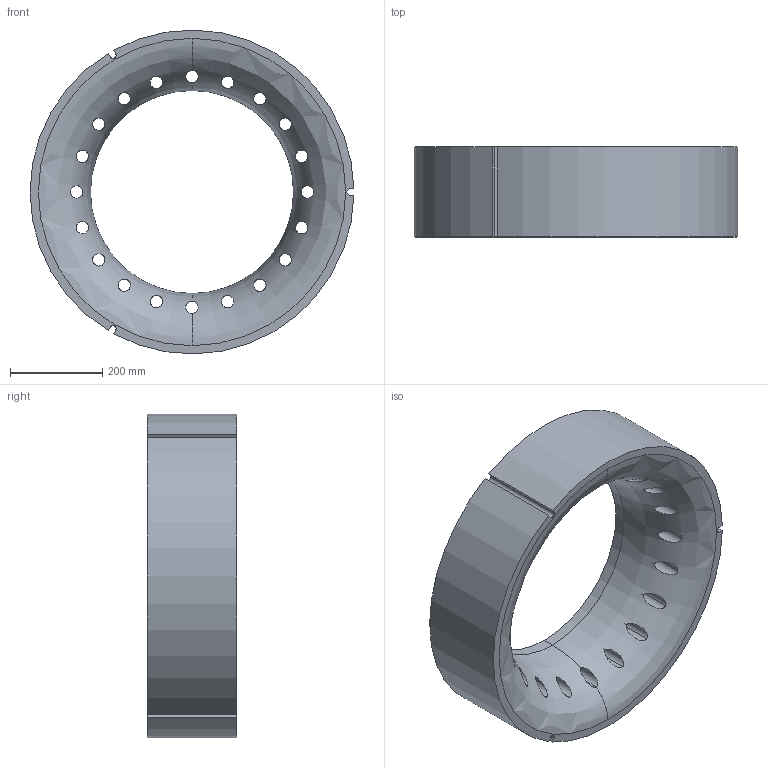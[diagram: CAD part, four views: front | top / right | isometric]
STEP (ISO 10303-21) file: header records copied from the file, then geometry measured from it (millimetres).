
FILE_DESCRIPTION((''),'2;1');
FILE_NAME('596339_MACH','2021-05-24T14:16:02',('mkho'),(''),'CREO PARAMETRIC BY PTC INC, 2018500','CREO PARAMETRIC BY PTC INC, 2018500','');
FILE_SCHEMA(('CONFIG_CONTROL_DESIGN'));
Length unit declared in the file: millimetre
Products named in the file (1): 596339_MACH
Bounding box: 701.93 x 195 x 701.97 mm (x, y, z)
Volume: 37764835.1 mm3; surface area: 1314349.6 mm2
Topology: 1 solids, 1 shells, 58 faces, 168 edges, 110 vertices
Faces by surface type: cylinder 48, plane 8, revolution 2
Entity records: 6538 total; most frequent: CARTESIAN_POINT 4918, ORIENTED_EDGE 336, DIRECTION 296, EDGE_CURVE 168, AXIS2_PLACEMENT_3D 114, VERTEX_POINT 110, EDGE_LOOP 98, VECTOR 66
